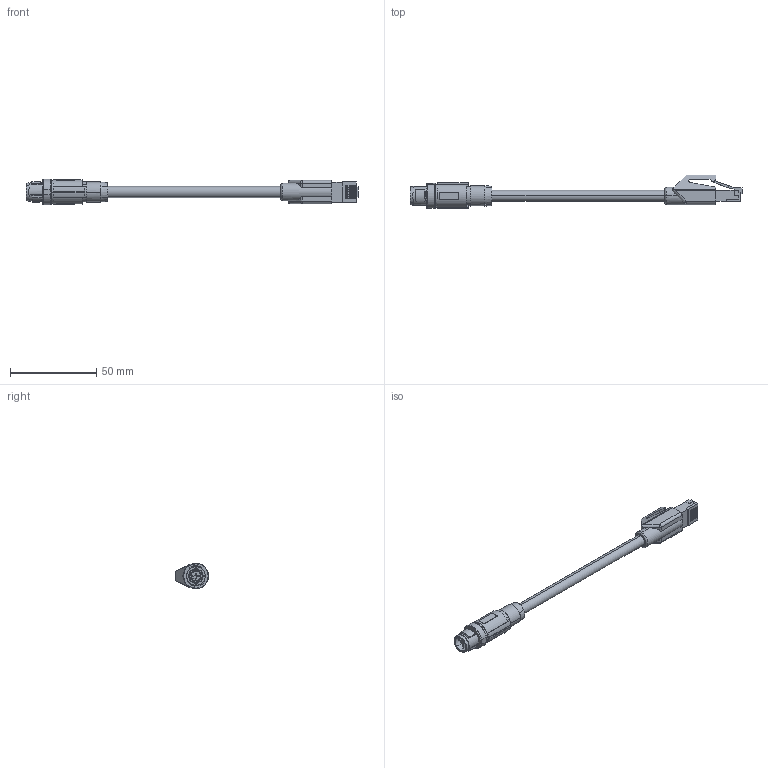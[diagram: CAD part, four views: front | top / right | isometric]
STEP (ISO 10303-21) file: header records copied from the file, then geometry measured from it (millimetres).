
FILE_DESCRIPTION(('SolidDesigner STEP Export'),'2;1');
FILE_NAME('1407471_NBC_MSX__1.0_94F_R4AC_SCO-select.stp','2013-04-24T10:00:29',(''),(''),'Creo Elements/Direct Modeling STEP processor for AP214 (Solid Model)','Creo Elements/Direct Modeling 18.1 06-May-2012 (C) Parametric Technology GmbH','');
FILE_SCHEMA(('AUTOMOTIVE_DESIGN { 1 0 10303 214 1 1 1 1 }'));
Length unit declared in the file: millimetre
Products named in the file (1): 1407471_NBC_MSX__1.0_94F_R4AC_SCO-select
Bounding box: 191.95 x 19.5 x 14.79 mm (x, y, z)
Volume: 14320.6 mm3; surface area: 7377.2 mm2
Topology: 1 solids, 1 shells, 304 faces, 826 edges, 548 vertices
Faces by surface type: plane 188, cylinder 68, cone 38, bspline 6, sphere 2, torus 2
Entity records: 13508 total; most frequent: CARTESIAN_POINT 3759, ORIENTED_EDGE 1648, DIRECTION 1310, EDGE_CURVE 824, VERTEX_POINT 548, VECTOR 486, LINE 486, AXIS2_PLACEMENT_3D 412
